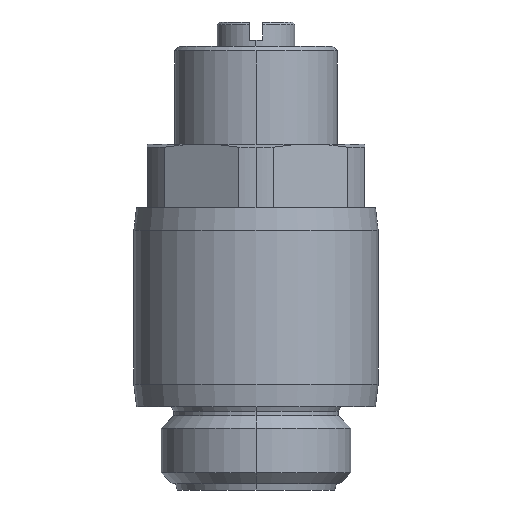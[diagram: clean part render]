
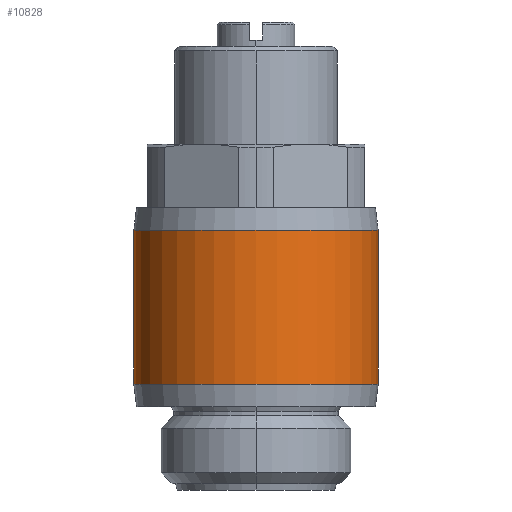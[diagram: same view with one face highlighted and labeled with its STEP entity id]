
A CAD part, left-side view. The second image highlights one B-rep face of the part: STEP entity #10828.
In plain terms, the highlighted cylindrical face has radius 13.5 mm (diameter 27 mm), a partial arc.
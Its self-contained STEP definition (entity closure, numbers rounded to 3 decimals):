
#767 = CIRCLE ( 'NONE', #7071, 13.5 ) ;
#1012 = CARTESIAN_POINT ( 'NONE',  ( 8.9, -13.5, -8.5 ) ) ;
#1029 = EDGE_CURVE ( 'NONE', #16382, #3115, #1409, .T. ) ;
#1370 = CARTESIAN_POINT ( 'NONE',  ( 8.9, -13.5, 0. ) ) ;
#1409 = LINE ( 'NONE', #1370, #16322 ) ;
#1859 = CARTESIAN_POINT ( 'NONE',  ( 8.9, 13.5, 8.5 ) ) ;
#2172 = ORIENTED_EDGE ( 'NONE', *, *, #7062, .T. ) ;
#3115 = VERTEX_POINT ( 'NONE', #5250 ) ;
#3445 = DIRECTION ( 'NONE',  ( 0., -1., 0. ) ) ;
#3752 = FACE_OUTER_BOUND ( 'NONE', #7547, .T. ) ;
#3903 = VERTEX_POINT ( 'NONE', #11695 ) ;
#3977 = DIRECTION ( 'NONE',  ( 0., -1., 0. ) ) ;
#5208 = DIRECTION ( 'NONE',  ( 0., 0., 1. ) ) ;
#5250 = CARTESIAN_POINT ( 'NONE',  ( 8.9, -13.5, 8.5 ) ) ;
#5260 = AXIS2_PLACEMENT_3D ( 'NONE', #16113, #12209, #3445 ) ;
#6017 = DIRECTION ( 'NONE',  ( 0., 0., -1. ) ) ;
#6496 = VECTOR ( 'NONE', #13966, 1000. ) ;
#7062 = EDGE_CURVE ( 'NONE', #3903, #11839, #11302, .T. ) ;
#7071 = AXIS2_PLACEMENT_3D ( 'NONE', #13666, #6017, #14927 ) ;
#7149 = CYLINDRICAL_SURFACE ( 'NONE', #9992, 13.5 ) ;
#7547 = EDGE_LOOP ( 'NONE', ( #14921, #2172, #16013, #12304 ) ) ;
#7951 = CARTESIAN_POINT ( 'NONE',  ( 8.9, 0., 0. ) ) ;
#9992 = AXIS2_PLACEMENT_3D ( 'NONE', #7951, #5208, #3977 ) ;
#10132 = EDGE_CURVE ( 'NONE', #11839, #3115, #767, .T. ) ;
#10828 = ADVANCED_FACE ( 'NONE', ( #3752 ), #7149, .T. ) ;
#11302 = LINE ( 'NONE', #11494, #6496 ) ;
#11494 = CARTESIAN_POINT ( 'NONE',  ( 8.9, 13.5, 0. ) ) ;
#11695 = CARTESIAN_POINT ( 'NONE',  ( 8.9, 13.5, -8.5 ) ) ;
#11839 = VERTEX_POINT ( 'NONE', #1859 ) ;
#12209 = DIRECTION ( 'NONE',  ( 0., 0., 1. ) ) ;
#12304 = ORIENTED_EDGE ( 'NONE', *, *, #1029, .F. ) ;
#12682 = DIRECTION ( 'NONE',  ( 0., 0., 1. ) ) ;
#13666 = CARTESIAN_POINT ( 'NONE',  ( 8.9, 0., 8.5 ) ) ;
#13907 = CIRCLE ( 'NONE', #5260, 13.5 ) ;
#13966 = DIRECTION ( 'NONE',  ( 0., 0., 1. ) ) ;
#14921 = ORIENTED_EDGE ( 'NONE', *, *, #15418, .T. ) ;
#14927 = DIRECTION ( 'NONE',  ( 0., -1., 0. ) ) ;
#15418 = EDGE_CURVE ( 'NONE', #16382, #3903, #13907, .T. ) ;
#16013 = ORIENTED_EDGE ( 'NONE', *, *, #10132, .T. ) ;
#16113 = CARTESIAN_POINT ( 'NONE',  ( 8.9, 0., -8.5 ) ) ;
#16322 = VECTOR ( 'NONE', #12682, 1000. ) ;
#16382 = VERTEX_POINT ( 'NONE', #1012 ) ;
